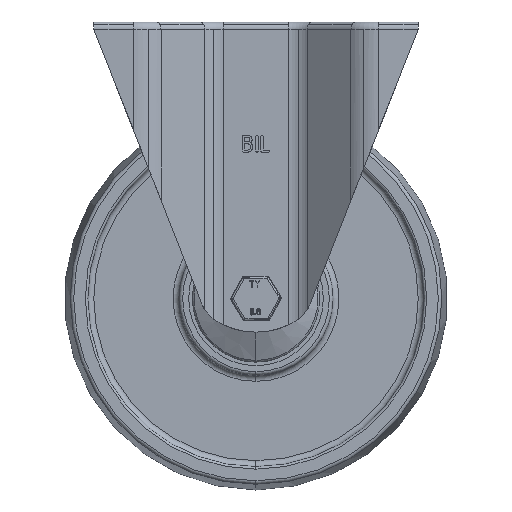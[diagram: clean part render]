
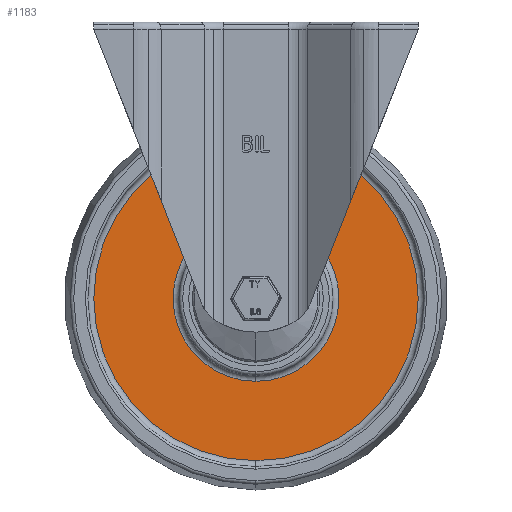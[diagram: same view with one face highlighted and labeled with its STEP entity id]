
A CAD part, front view. The second image highlights one B-rep face of the part: STEP entity #1183.
In plain terms, the highlighted planar face has unit normal (0, -1, 0).
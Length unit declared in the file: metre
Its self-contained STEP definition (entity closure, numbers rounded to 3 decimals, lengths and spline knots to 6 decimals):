
#1183=ADVANCED_FACE('27:41051',(#2578,#2579),#2580,.T.);
#2578=FACE_OUTER_BOUND('',#4678,.T.);
#2579=FACE_BOUND('',#4679,.T.);
#2580=PLANE('',#4680);
#4678=EDGE_LOOP('',(#12914,#12915,#12916));
#4679=EDGE_LOOP('',(#12917,#12918,#12919));
#4680=AXIS2_PLACEMENT_3D('',#12920,#12921,#12922);
#12914=ORIENTED_EDGE('',*,*,#20086,.F.);
#12915=ORIENTED_EDGE('',*,*,#20087,.F.);
#12916=ORIENTED_EDGE('',*,*,#19980,.F.);
#12917=ORIENTED_EDGE('',*,*,#20084,.T.);
#12918=ORIENTED_EDGE('',*,*,#19987,.T.);
#12919=ORIENTED_EDGE('',*,*,#20085,.T.);
#12920=CARTESIAN_POINT('',(-0.051,-0.0015,0.0));
#12921=DIRECTION('',(0.,-1.0,0.0));
#12922=DIRECTION('',(1.0,0.,0.0));
#19980=EDGE_CURVE('27:41150',#22904,#22907,#22908,.T.);
#19987=EDGE_CURVE('27:41147',#22912,#22918,#22920,.T.);
#20084=EDGE_CURVE('27:41147',#23081,#22912,#23082,.T.);
#20085=EDGE_CURVE('27:41147',#22918,#23081,#23083,.T.);
#20086=EDGE_CURVE('27:41150',#23084,#22904,#23085,.T.);
#20087=EDGE_CURVE('27:41150',#22907,#23084,#23086,.T.);
#22904=VERTEX_POINT('',#28874);
#22907=VERTEX_POINT('',#28877);
#22908=CIRCLE('',#28878,0.0675);
#22912=VERTEX_POINT('',#28882);
#22918=VERTEX_POINT('',#28888);
#22920=CIRCLE('',#28890,0.0345);
#23081=VERTEX_POINT('',#29071);
#23082=CIRCLE('',#29072,0.0345);
#23083=CIRCLE('',#29073,0.0345);
#23084=VERTEX_POINT('',#29074);
#23085=CIRCLE('',#29075,0.0675);
#23086=CIRCLE('',#29076,0.0675);
#28874=CARTESIAN_POINT('',(0.,-0.0015,0.0675));
#28877=CARTESIAN_POINT('',(0.,-0.0015,-0.0675));
#28878=AXIS2_PLACEMENT_3D('',#37744,#37745,#37746);
#28882=CARTESIAN_POINT('',(0.,-0.0015,0.0345));
#28888=CARTESIAN_POINT('',(0.,-0.0015,-0.0345));
#28890=AXIS2_PLACEMENT_3D('',#37765,#37766,#37767);
#29071=CARTESIAN_POINT('',(-0.0345,-0.0015,0.0));
#29072=AXIS2_PLACEMENT_3D('',#38016,#38017,#38018);
#29073=AXIS2_PLACEMENT_3D('',#38019,#38020,#38021);
#29074=CARTESIAN_POINT('',(-0.0675,-0.0015,0.0));
#29075=AXIS2_PLACEMENT_3D('',#38022,#38023,#38024);
#29076=AXIS2_PLACEMENT_3D('',#38025,#38026,#38027);
#37744=CARTESIAN_POINT('',(0.,-0.0015,0.0));
#37745=DIRECTION('',(0.,1.0,0.0));
#37746=DIRECTION('',(-1.0,0.,0.0));
#37765=CARTESIAN_POINT('',(0.,-0.0015,0.0));
#37766=DIRECTION('',(0.,1.0,0.0));
#37767=DIRECTION('',(-1.0,0.,0.0));
#38016=CARTESIAN_POINT('',(0.,-0.0015,0.0));
#38017=DIRECTION('',(0.,1.0,0.0));
#38018=DIRECTION('',(-1.0,0.,0.0));
#38019=CARTESIAN_POINT('',(0.,-0.0015,0.0));
#38020=DIRECTION('',(0.,1.0,0.0));
#38021=DIRECTION('',(-1.0,0.,0.0));
#38022=CARTESIAN_POINT('',(0.,-0.0015,0.0));
#38023=DIRECTION('',(0.,1.0,0.0));
#38024=DIRECTION('',(-1.0,0.,0.0));
#38025=CARTESIAN_POINT('',(0.,-0.0015,0.0));
#38026=DIRECTION('',(0.,1.0,0.0));
#38027=DIRECTION('',(-1.0,0.,0.0));
